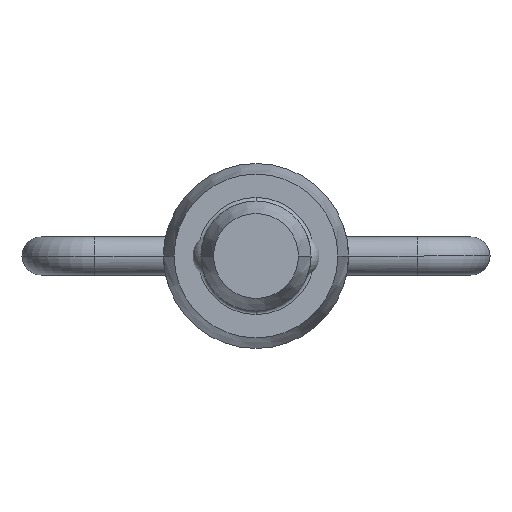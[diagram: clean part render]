
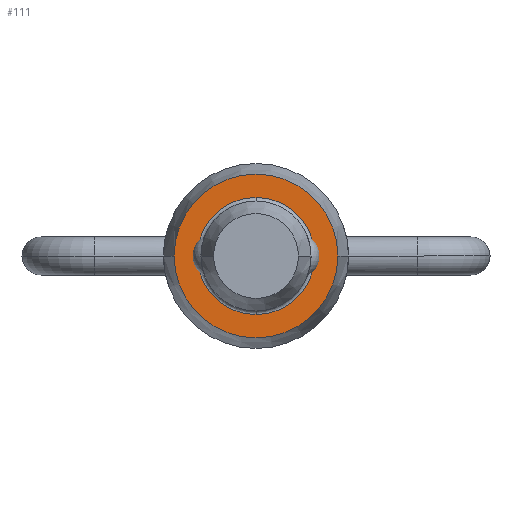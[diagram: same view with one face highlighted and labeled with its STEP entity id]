
A CAD part, front view. The second image highlights one B-rep face of the part: STEP entity #111.
In plain terms, the highlighted planar face has unit normal (0, -1, 0).
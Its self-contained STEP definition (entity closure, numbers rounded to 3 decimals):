
#111=ADVANCED_FACE('',(#233,#234),#235,.T.);
#233=FACE_OUTER_BOUND('',#366,.T.);
#234=FACE_BOUND('',#367,.T.);
#235=PLANE('',#368);
#366=EDGE_LOOP('',(#633,#634));
#367=EDGE_LOOP('',(#635,#636,#637));
#368=AXIS2_PLACEMENT_3D('',#638,#639,#640);
#633=ORIENTED_EDGE('',*,*,#824,.T.);
#634=ORIENTED_EDGE('',*,*,#898,.T.);
#635=ORIENTED_EDGE('',*,*,#894,.T.);
#636=ORIENTED_EDGE('',*,*,#899,.T.);
#637=ORIENTED_EDGE('',*,*,#895,.T.);
#638=CARTESIAN_POINT('',(-4.355,0.0,0.0));
#639=DIRECTION('',(0.,-1.0,0.0));
#640=DIRECTION('',(1.0,0.,0.0));
#824=EDGE_CURVE('',#986,#991,#993,.T.);
#894=EDGE_CURVE('',#1095,#1093,#1096,.T.);
#895=EDGE_CURVE('',#1097,#1095,#1098,.T.);
#898=EDGE_CURVE('',#991,#986,#1101,.T.);
#899=EDGE_CURVE('',#1093,#1097,#1102,.T.);
#986=VERTEX_POINT('',#1217);
#991=VERTEX_POINT('',#1223);
#993=CIRCLE('',#1226,4.722);
#1093=VERTEX_POINT('',#1496);
#1095=VERTEX_POINT('',#1498);
#1096=CIRCLE('',#1499,3.375);
#1097=VERTEX_POINT('',#1500);
#1098=CIRCLE('',#1501,3.375);
#1101=CIRCLE('',#1504,4.722);
#1102=CIRCLE('',#1505,3.375);
#1217=CARTESIAN_POINT('',(-4.722,0.0,0.0));
#1223=CARTESIAN_POINT('',(4.722,0.,0.));
#1226=AXIS2_PLACEMENT_3D('',#1599,#1600,#1601);
#1496=CARTESIAN_POINT('',(0.,0.,3.375));
#1498=CARTESIAN_POINT('',(-3.375,0.0,0.0));
#1499=AXIS2_PLACEMENT_3D('',#1699,#1700,#1701);
#1500=CARTESIAN_POINT('',(0.,0.,-3.375));
#1501=AXIS2_PLACEMENT_3D('',#1702,#1703,#1704);
#1504=AXIS2_PLACEMENT_3D('',#1708,#1709,#1710);
#1505=AXIS2_PLACEMENT_3D('',#1711,#1712,#1713);
#1599=CARTESIAN_POINT('',(0.,0.0,0.));
#1600=DIRECTION('',(0.,-1.0,0.0));
#1601=DIRECTION('',(-1.0,0.,0.0));
#1699=CARTESIAN_POINT('',(0.,0.0,0.0));
#1700=DIRECTION('',(0.,1.0,0.0));
#1701=DIRECTION('',(-1.0,0.,0.0));
#1702=CARTESIAN_POINT('',(0.,0.0,0.0));
#1703=DIRECTION('',(0.,1.0,0.0));
#1704=DIRECTION('',(-1.0,0.,0.0));
#1708=CARTESIAN_POINT('',(0.,0.0,0.));
#1709=DIRECTION('',(0.,-1.0,0.0));
#1710=DIRECTION('',(-1.0,0.,0.0));
#1711=CARTESIAN_POINT('',(0.,0.0,0.0));
#1712=DIRECTION('',(0.,1.0,0.0));
#1713=DIRECTION('',(-1.0,0.,0.0));
